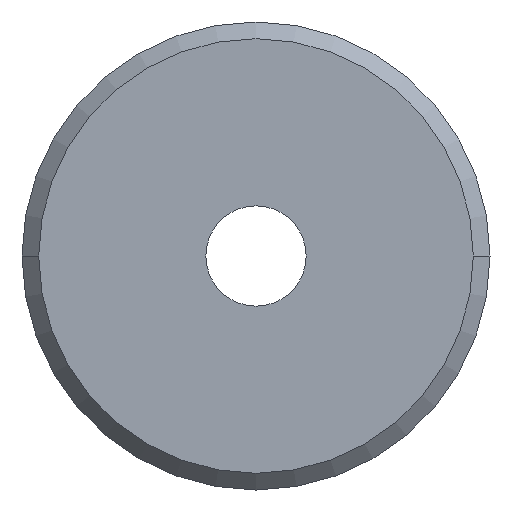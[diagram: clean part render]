
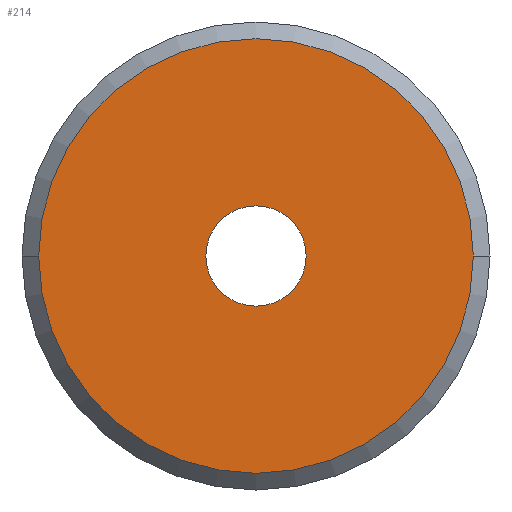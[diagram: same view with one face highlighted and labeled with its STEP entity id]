
A CAD part, front view. The second image highlights one B-rep face of the part: STEP entity #214.
In plain terms, the highlighted planar face has unit normal (0, -1, 0).
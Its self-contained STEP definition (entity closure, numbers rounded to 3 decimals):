
#29=CARTESIAN_POINT('',(0.,-1.,0.));
#30=DIRECTION('',(0.,-1.,0.));
#31=DIRECTION('',(1.,0.,0.));
#32=AXIS2_PLACEMENT_3D('',#29,#30,#31);
#34=CARTESIAN_POINT('',(0.,-1.,0.));
#35=DIRECTION('',(0.,-1.,0.));
#36=DIRECTION('',(-1.,0.,0.));
#37=AXIS2_PLACEMENT_3D('',#34,#35,#36);
#39=CARTESIAN_POINT('',(0.,-1.,0.));
#40=DIRECTION('',(0.,-1.,0.));
#41=DIRECTION('',(1.,0.,0.));
#42=AXIS2_PLACEMENT_3D('',#39,#40,#41);
#44=CARTESIAN_POINT('',(0.,-1.,0.));
#45=DIRECTION('',(0.,-1.,0.));
#46=DIRECTION('',(-1.,0.,0.));
#47=AXIS2_PLACEMENT_3D('',#44,#45,#46);
#129=CARTESIAN_POINT('',(1.5,-1.,0.));
#130=CARTESIAN_POINT('',(-1.5,-1.,0.));
#131=VERTEX_POINT('',#129);
#132=VERTEX_POINT('',#130);
#145=CARTESIAN_POINT('',(6.5,-1.,0.));
#146=CARTESIAN_POINT('',(-6.5,-1.,0.));
#147=VERTEX_POINT('',#145);
#148=VERTEX_POINT('',#146);
#199=CARTESIAN_POINT('',(0.,-1.,0.));
#200=DIRECTION('',(0.,1.,0.));
#201=DIRECTION('',(1.,0.,0.));
#202=AXIS2_PLACEMENT_3D('',#199,#200,#201);
#203=PLANE('',#202);
#205=ORIENTED_EDGE('',*,*,#204,.F.);
#207=ORIENTED_EDGE('',*,*,#206,.F.);
#208=EDGE_LOOP('',(#205,#207));
#209=FACE_OUTER_BOUND('',#208,.F.);
#210=ORIENTED_EDGE('',*,*,#178,.T.);
#211=ORIENTED_EDGE('',*,*,#192,.T.);
#212=EDGE_LOOP('',(#210,#211));
#213=FACE_BOUND('',#212,.F.);
#214=ADVANCED_FACE('',(#209,#213),#203,.F.);
#33=CIRCLE('',#32,1.5);
#38=CIRCLE('',#37,1.5);
#43=CIRCLE('',#42,6.5);
#48=CIRCLE('',#47,6.5);
#178=EDGE_CURVE('',#131,#132,#33,.T.);
#192=EDGE_CURVE('',#132,#131,#38,.T.);
#204=EDGE_CURVE('',#147,#148,#43,.T.);
#206=EDGE_CURVE('',#148,#147,#48,.T.);
